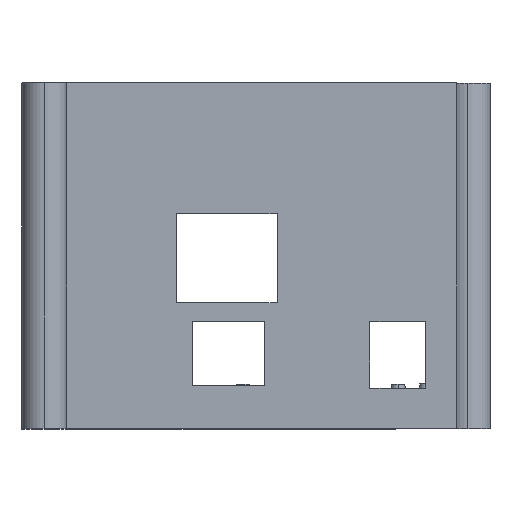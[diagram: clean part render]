
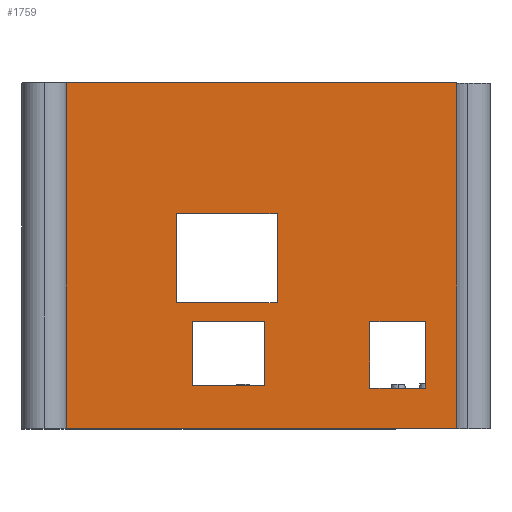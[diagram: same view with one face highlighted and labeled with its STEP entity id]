
A CAD part, top view. The second image highlights one B-rep face of the part: STEP entity #1759.
In plain terms, the highlighted planar face has unit normal (0, 0, 1).
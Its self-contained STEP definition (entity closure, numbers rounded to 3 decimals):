
#21 = VECTOR ( 'NONE', #2900, 1000. ) ;
#33 = CARTESIAN_POINT ( 'NONE',  ( 37., -2., 55.25 ) ) ;
#43 = LINE ( 'NONE', #591, #2460 ) ;
#75 = ORIENTED_EDGE ( 'NONE', *, *, #2793, .F. ) ;
#84 = CARTESIAN_POINT ( 'NONE',  ( 4.773, 36.5, 55.25 ) ) ;
#88 = VERTEX_POINT ( 'NONE', #288 ) ;
#98 = CARTESIAN_POINT ( 'NONE',  ( 2.613, 17.2, 55.25 ) ) ;
#108 = ORIENTED_EDGE ( 'NONE', *, *, #1317, .T. ) ;
#154 = CARTESIAN_POINT ( 'NONE',  ( 4.773, 36.5, 55.25 ) ) ;
#167 = VECTOR ( 'NONE', #440, 1000. ) ;
#169 = DIRECTION ( 'NONE',  ( 0., 0., 1. ) ) ;
#192 = VERTEX_POINT ( 'NONE', #84 ) ;
#211 = CARTESIAN_POINT ( 'NONE',  ( -13.227, 20.5, 55.25 ) ) ;
#222 = EDGE_LOOP ( 'NONE', ( #2067, #1387, #1182, #75 ) ) ;
#230 = ORIENTED_EDGE ( 'NONE', *, *, #1170, .F. ) ;
#242 = VECTOR ( 'NONE', #1285, 1000. ) ;
#266 = LINE ( 'NONE', #325, #1451 ) ;
#272 = VERTEX_POINT ( 'NONE', #509 ) ;
#288 = CARTESIAN_POINT ( 'NONE',  ( -33., 60., 55.25 ) ) ;
#325 = CARTESIAN_POINT ( 'NONE',  ( -13.227, 36.5, 55.25 ) ) ;
#330 = CARTESIAN_POINT ( 'NONE',  ( -33., -13.314, 55.25 ) ) ;
#365 = DIRECTION ( 'NONE',  ( 1., 0., 0. ) ) ;
#378 = ORIENTED_EDGE ( 'NONE', *, *, #2612, .F. ) ;
#390 = LINE ( 'NONE', #689, #2766 ) ;
#429 = FACE_BOUND ( 'NONE', #222, .T. ) ;
#440 = DIRECTION ( 'NONE',  ( 1., 0., 0. ) ) ;
#456 = VERTEX_POINT ( 'NONE', #1399 ) ;
#467 = CARTESIAN_POINT ( 'NONE',  ( -13.227, 36.5, 55.25 ) ) ;
#489 = LINE ( 'NONE', #154, #1674 ) ;
#509 = CARTESIAN_POINT ( 'NONE',  ( 21.438, 17.15, 55.25 ) ) ;
#519 = LINE ( 'NONE', #1443, #2983 ) ;
#591 = CARTESIAN_POINT ( 'NONE',  ( 31.438, 17.15, 55.25 ) ) ;
#645 = EDGE_CURVE ( 'NONE', #192, #1826, #2841, .T. ) ;
#689 = CARTESIAN_POINT ( 'NONE',  ( 21.438, 17.15, 55.25 ) ) ;
#746 = CARTESIAN_POINT ( 'NONE',  ( -10.427, 17.2, 55.25 ) ) ;
#753 = VERTEX_POINT ( 'NONE', #816 ) ;
#754 = ORIENTED_EDGE ( 'NONE', *, *, #1115, .F. ) ;
#760 = EDGE_LOOP ( 'NONE', ( #1785, #2412, #378, #230 ) ) ;
#775 = DIRECTION ( 'NONE',  ( -1., 0., 0. ) ) ;
#785 = DIRECTION ( 'NONE',  ( 0., 1., 0. ) ) ;
#810 = DIRECTION ( 'NONE',  ( 0., -1., 0. ) ) ;
#816 = CARTESIAN_POINT ( 'NONE',  ( 4.773, 20.5, 55.25 ) ) ;
#831 = VERTEX_POINT ( 'NONE', #853 ) ;
#846 = LINE ( 'NONE', #211, #167 ) ;
#853 = CARTESIAN_POINT ( 'NONE',  ( 37., -2., 55.25 ) ) ;
#856 = DIRECTION ( 'NONE',  ( 0., -1., 0. ) ) ;
#916 = LINE ( 'NONE', #1608, #1568 ) ;
#951 = VECTOR ( 'NONE', #785, 1000. ) ;
#960 = LINE ( 'NONE', #1349, #2080 ) ;
#997 = EDGE_CURVE ( 'NONE', #831, #1962, #1320, .T. ) ;
#1012 = VERTEX_POINT ( 'NONE', #1202 ) ;
#1035 = FACE_BOUND ( 'NONE', #760, .T. ) ;
#1038 = VECTOR ( 'NONE', #365, 1000. ) ;
#1057 = VERTEX_POINT ( 'NONE', #746 ) ;
#1095 = DIRECTION ( 'NONE',  ( 0., 1., 0. ) ) ;
#1115 = EDGE_CURVE ( 'NONE', #1981, #88, #2767, .T. ) ;
#1129 = FACE_OUTER_BOUND ( 'NONE', #1437, .T. ) ;
#1170 = EDGE_CURVE ( 'NONE', #2340, #1253, #2054, .T. ) ;
#1182 = ORIENTED_EDGE ( 'NONE', *, *, #1752, .F. ) ;
#1197 = DIRECTION ( 'NONE',  ( 0., -1., 0. ) ) ;
#1202 = CARTESIAN_POINT ( 'NONE',  ( -10.427, 5.58, 55.25 ) ) ;
#1253 = VERTEX_POINT ( 'NONE', #2261 ) ;
#1262 = DIRECTION ( 'NONE',  ( -1., 0., 0. ) ) ;
#1270 = LINE ( 'NONE', #2027, #21 ) ;
#1285 = DIRECTION ( 'NONE',  ( 1., 0., 0. ) ) ;
#1317 = EDGE_CURVE ( 'NONE', #1981, #831, #2305, .T. ) ;
#1320 = LINE ( 'NONE', #33, #2082 ) ;
#1349 = CARTESIAN_POINT ( 'NONE',  ( -10.427, 17.2, 55.25 ) ) ;
#1357 = VECTOR ( 'NONE', #775, 1000. ) ;
#1380 = EDGE_CURVE ( 'NONE', #1057, #1012, #960, .T. ) ;
#1387 = ORIENTED_EDGE ( 'NONE', *, *, #645, .F. ) ;
#1399 = CARTESIAN_POINT ( 'NONE',  ( 2.613, 17.2, 55.25 ) ) ;
#1416 = ORIENTED_EDGE ( 'NONE', *, *, #997, .T. ) ;
#1437 = EDGE_LOOP ( 'NONE', ( #1416, #1895, #754, #108 ) ) ;
#1443 = CARTESIAN_POINT ( 'NONE',  ( 21.438, 17.15, 55.25 ) ) ;
#1448 = DIRECTION ( 'NONE',  ( 0., 1., 0. ) ) ;
#1451 = VECTOR ( 'NONE', #810, 1000. ) ;
#1497 = CARTESIAN_POINT ( 'NONE',  ( 21.438, 5.15, 55.25 ) ) ;
#1499 = CARTESIAN_POINT ( 'NONE',  ( -10.427, 17.2, 55.25 ) ) ;
#1504 = ORIENTED_EDGE ( 'NONE', *, *, #2731, .F. ) ;
#1517 = ORIENTED_EDGE ( 'NONE', *, *, #1943, .F. ) ;
#1542 = AXIS2_PLACEMENT_3D ( 'NONE', #1581, #169, #1824 ) ;
#1548 = ORIENTED_EDGE ( 'NONE', *, *, #2505, .F. ) ;
#1550 = DIRECTION ( 'NONE',  ( 0., 1., 0. ) ) ;
#1557 = EDGE_CURVE ( 'NONE', #1852, #272, #390, .T. ) ;
#1568 = VECTOR ( 'NONE', #2519, 1000. ) ;
#1581 = CARTESIAN_POINT ( 'NONE',  ( -37., -2., 55.25 ) ) ;
#1608 = CARTESIAN_POINT ( 'NONE',  ( -10.427, 5.58, 55.25 ) ) ;
#1674 = VECTOR ( 'NONE', #1095, 1000. ) ;
#1687 = EDGE_CURVE ( 'NONE', #88, #1962, #1270, .T. ) ;
#1752 = EDGE_CURVE ( 'NONE', #753, #192, #489, .T. ) ;
#1759 = ADVANCED_FACE ( 'NONE', ( #1129, #2303, #1035, #429 ), #2492, .T. ) ;
#1785 = ORIENTED_EDGE ( 'NONE', *, *, #2231, .F. ) ;
#1824 = DIRECTION ( 'NONE',  ( 1., 0., 0. ) ) ;
#1826 = VERTEX_POINT ( 'NONE', #467 ) ;
#1852 = VERTEX_POINT ( 'NONE', #2573 ) ;
#1895 = ORIENTED_EDGE ( 'NONE', *, *, #1687, .F. ) ;
#1934 = EDGE_LOOP ( 'NONE', ( #2018, #1517, #1548, #1504 ) ) ;
#1943 = EDGE_CURVE ( 'NONE', #456, #1057, #1972, .T. ) ;
#1962 = VERTEX_POINT ( 'NONE', #2424 ) ;
#1972 = LINE ( 'NONE', #1499, #1357 ) ;
#1980 = CARTESIAN_POINT ( 'NONE',  ( -33., -2., 55.25 ) ) ;
#1981 = VERTEX_POINT ( 'NONE', #1980 ) ;
#2001 = VERTEX_POINT ( 'NONE', #2871 ) ;
#2011 = CARTESIAN_POINT ( 'NONE',  ( -37., -2., 55.25 ) ) ;
#2018 = ORIENTED_EDGE ( 'NONE', *, *, #1380, .F. ) ;
#2027 = CARTESIAN_POINT ( 'NONE',  ( -37., 60., 55.25 ) ) ;
#2054 = LINE ( 'NONE', #2465, #242 ) ;
#2067 = ORIENTED_EDGE ( 'NONE', *, *, #2565, .F. ) ;
#2080 = VECTOR ( 'NONE', #856, 1000. ) ;
#2082 = VECTOR ( 'NONE', #1448, 1000. ) ;
#2084 = CARTESIAN_POINT ( 'NONE',  ( -13.227, 20.5, 55.25 ) ) ;
#2188 = VECTOR ( 'NONE', #2215, 1000. ) ;
#2190 = VECTOR ( 'NONE', #1262, 1000. ) ;
#2215 = DIRECTION ( 'NONE',  ( 0., 1., 0. ) ) ;
#2231 = EDGE_CURVE ( 'NONE', #272, #2340, #519, .T. ) ;
#2261 = CARTESIAN_POINT ( 'NONE',  ( 31.438, 5.15, 55.25 ) ) ;
#2303 = FACE_BOUND ( 'NONE', #1934, .T. ) ;
#2305 = LINE ( 'NONE', #2011, #1038 ) ;
#2340 = VERTEX_POINT ( 'NONE', #1497 ) ;
#2412 = ORIENTED_EDGE ( 'NONE', *, *, #1557, .F. ) ;
#2424 = CARTESIAN_POINT ( 'NONE',  ( 37., 60., 55.25 ) ) ;
#2460 = VECTOR ( 'NONE', #1550, 1000. ) ;
#2465 = CARTESIAN_POINT ( 'NONE',  ( 21.438, 5.15, 55.25 ) ) ;
#2492 = PLANE ( 'NONE',  #1542 ) ;
#2505 = EDGE_CURVE ( 'NONE', #2001, #456, #2507, .T. ) ;
#2507 = LINE ( 'NONE', #98, #951 ) ;
#2519 = DIRECTION ( 'NONE',  ( 1., 0., 0. ) ) ;
#2565 = EDGE_CURVE ( 'NONE', #1826, #2820, #266, .T. ) ;
#2573 = CARTESIAN_POINT ( 'NONE',  ( 31.438, 17.15, 55.25 ) ) ;
#2612 = EDGE_CURVE ( 'NONE', #1253, #1852, #43, .T. ) ;
#2731 = EDGE_CURVE ( 'NONE', #1012, #2001, #916, .T. ) ;
#2766 = VECTOR ( 'NONE', #2773, 1000. ) ;
#2767 = LINE ( 'NONE', #330, #2188 ) ;
#2773 = DIRECTION ( 'NONE',  ( -1., 0., 0. ) ) ;
#2793 = EDGE_CURVE ( 'NONE', #2820, #753, #846, .T. ) ;
#2820 = VERTEX_POINT ( 'NONE', #2084 ) ;
#2841 = LINE ( 'NONE', #2854, #2190 ) ;
#2854 = CARTESIAN_POINT ( 'NONE',  ( -13.227, 36.5, 55.25 ) ) ;
#2871 = CARTESIAN_POINT ( 'NONE',  ( 2.613, 5.58, 55.25 ) ) ;
#2900 = DIRECTION ( 'NONE',  ( 1., 0., 0. ) ) ;
#2983 = VECTOR ( 'NONE', #1197, 1000. ) ;
